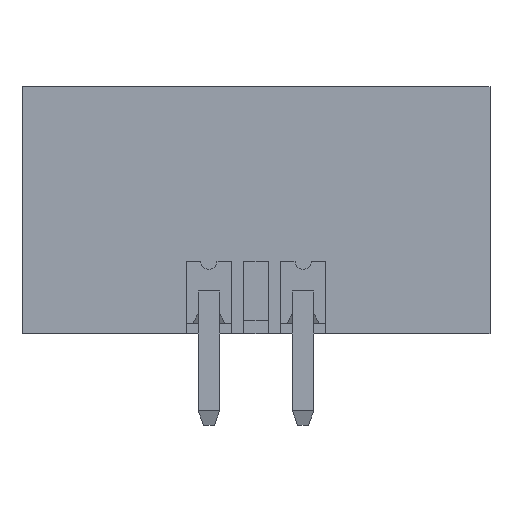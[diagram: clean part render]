
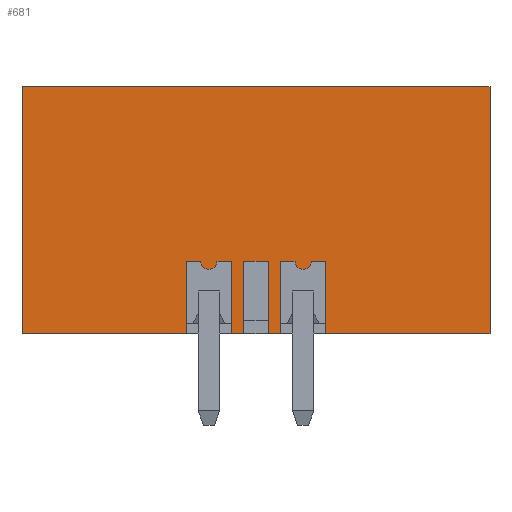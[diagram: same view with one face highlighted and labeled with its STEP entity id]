
A CAD part, front view. The second image highlights one B-rep face of the part: STEP entity #681.
In plain terms, the highlighted planar face has unit normal (0, -1, 0).
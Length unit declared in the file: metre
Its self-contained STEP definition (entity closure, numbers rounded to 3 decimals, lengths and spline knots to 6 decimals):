
#681=ADVANCED_FACE('',(#1529),#1530,.F.);
#1529=FACE_OUTER_BOUND('',#2497,.T.);
#1530=PLANE('',#2498);
#2497=EDGE_LOOP('',(#4490,#4491,#4492,#4493,#4494,#4495,#4496,#4497,#4498,#4499,#4500,#4501,#4502,#4503,#4504,#4505,#4506,#4507,#4508,#4509));
#2498=AXIS2_PLACEMENT_3D('',#4510,#4511,#4512);
#4490=ORIENTED_EDGE('',*,*,#6272,.T.);
#4491=ORIENTED_EDGE('',*,*,#6016,.F.);
#4492=ORIENTED_EDGE('',*,*,#6030,.T.);
#4493=ORIENTED_EDGE('',*,*,#6266,.F.);
#4494=ORIENTED_EDGE('',*,*,#6037,.T.);
#4495=ORIENTED_EDGE('',*,*,#6063,.F.);
#4496=ORIENTED_EDGE('',*,*,#5856,.F.);
#4497=ORIENTED_EDGE('',*,*,#6265,.T.);
#4498=ORIENTED_EDGE('',*,*,#5864,.F.);
#4499=ORIENTED_EDGE('',*,*,#5882,.T.);
#4500=ORIENTED_EDGE('',*,*,#5923,.F.);
#4501=ORIENTED_EDGE('',*,*,#6273,.F.);
#4502=ORIENTED_EDGE('',*,*,#6274,.T.);
#4503=ORIENTED_EDGE('',*,*,#6263,.F.);
#4504=ORIENTED_EDGE('',*,*,#5756,.F.);
#4505=ORIENTED_EDGE('',*,*,#5588,.T.);
#4506=ORIENTED_EDGE('',*,*,#6087,.T.);
#4507=ORIENTED_EDGE('',*,*,#6269,.F.);
#4508=ORIENTED_EDGE('',*,*,#6275,.F.);
#4509=ORIENTED_EDGE('',*,*,#6193,.F.);
#4510=CARTESIAN_POINT('',(-1.072227,0.00386,-0.008267));
#4511=DIRECTION('',(0.,1.0,0.));
#4512=DIRECTION('',(1.0,0.0,0.));
#5588=EDGE_CURVE('',#6667,#6668,#6669,.T.);
#5756=EDGE_CURVE('',#6667,#6977,#6978,.T.);
#5856=EDGE_CURVE('',#7138,#7140,#7141,.T.);
#5864=EDGE_CURVE('',#7153,#7144,#7155,.T.);
#5882=EDGE_CURVE('',#7153,#7183,#7185,.T.);
#5923=EDGE_CURVE('',#7238,#7183,#7240,.T.);
#6016=EDGE_CURVE('',#7371,#7367,#7373,.T.);
#6030=EDGE_CURVE('',#7371,#7390,#7393,.T.);
#6037=EDGE_CURVE('',#7405,#7403,#7406,.T.);
#6063=EDGE_CURVE('',#7140,#7403,#7439,.T.);
#6087=EDGE_CURVE('',#6668,#7473,#7474,.T.);
#6193=EDGE_CURVE('',#7615,#7618,#7619,.T.);
#6263=EDGE_CURVE('',#6977,#7705,#7706,.T.);
#6265=EDGE_CURVE('',#7138,#7144,#7708,.T.);
#6266=EDGE_CURVE('',#7405,#7390,#7709,.T.);
#6269=EDGE_CURVE('',#7712,#7473,#7714,.T.);
#6272=EDGE_CURVE('',#7615,#7367,#7718,.T.);
#6273=EDGE_CURVE('',#7719,#7238,#7720,.T.);
#6274=EDGE_CURVE('',#7719,#7705,#7721,.T.);
#6275=EDGE_CURVE('',#7618,#7712,#7722,.T.);
#6667=VERTEX_POINT('',#8212);
#6668=VERTEX_POINT('',#8213);
#6669=LINE('',#8214,#8215);
#6977=VERTEX_POINT('',#8636);
#6978=LINE('',#8637,#8638);
#7138=VERTEX_POINT('',#8869);
#7140=VERTEX_POINT('',#8872);
#7141=LINE('',#8873,#8874);
#7144=VERTEX_POINT('',#8878);
#7153=VERTEX_POINT('',#8891);
#7155=LINE('',#8894,#8895);
#7183=VERTEX_POINT('',#8935);
#7185=LINE('',#8938,#8939);
#7238=VERTEX_POINT('',#9021);
#7240=CIRCLE('',#9024,0.0003);
#7367=VERTEX_POINT('',#9208);
#7371=VERTEX_POINT('',#9214);
#7373=LINE('',#9217,#9218);
#7390=VERTEX_POINT('',#9243);
#7393=LINE('',#9247,#9248);
#7403=VERTEX_POINT('',#9262);
#7405=VERTEX_POINT('',#9265);
#7406=LINE('',#9266,#9267);
#7439=LINE('',#9317,#9318);
#7473=VERTEX_POINT('',#9365);
#7474=LINE('',#9366,#9367);
#7615=VERTEX_POINT('',#9564);
#7618=VERTEX_POINT('',#9568);
#7619=LINE('',#9569,#9570);
#7705=VERTEX_POINT('',#9694);
#7706=LINE('',#9695,#9696);
#7708=LINE('',#9699,#9700);
#7709=LINE('',#9701,#9702);
#7712=VERTEX_POINT('',#9706);
#7714=LINE('',#9709,#9710);
#7718=CIRCLE('',#9714,0.0003);
#7719=VERTEX_POINT('',#9715);
#7720=LINE('',#9716,#9717);
#7721=LINE('',#9718,#9719);
#7722=LINE('',#9720,#9721);
#8212=CARTESIAN_POINT('',(-1.074427,0.00386,0.000933));
#8213=CARTESIAN_POINT('',(-1.091827,0.00386,0.000933));
#8214=CARTESIAN_POINT('',(-1.072227,0.00386,0.000933));
#8215=VECTOR('',#10184,1.0);
#8636=CARTESIAN_POINT('',(-1.074427,0.00386,-0.008267));
#8637=CARTESIAN_POINT('',(-1.074427,0.00386,0.000933));
#8638=VECTOR('',#10427,1.0);
#8869=CARTESIAN_POINT('',(-1.082677,0.00386,-0.008267));
#8872=CARTESIAN_POINT('',(-1.082677,0.00386,-0.005567));
#8873=CARTESIAN_POINT('',(-1.082677,0.00386,-0.005567));
#8874=VECTOR('',#10515,1.0);
#8878=CARTESIAN_POINT('',(-1.082227,0.00386,-0.008267));
#8891=CARTESIAN_POINT('',(-1.082227,0.00386,-0.005567));
#8894=CARTESIAN_POINT('',(-1.082227,0.00386,-0.008267));
#8895=VECTOR('',#10522,1.0);
#8935=CARTESIAN_POINT('',(-1.081677,0.00386,-0.005567));
#8938=CARTESIAN_POINT('',(-1.090127,0.00386,-0.005567));
#8939=VECTOR('',#10536,1.0);
#9021=CARTESIAN_POINT('',(-1.081077,0.00386,-0.005567));
#9024=AXIS2_PLACEMENT_3D('',#10567,#10568,#10569);
#9208=CARTESIAN_POINT('',(-1.084577,0.00386,-0.005567));
#9214=CARTESIAN_POINT('',(-1.084027,0.00386,-0.005567));
#9217=CARTESIAN_POINT('',(-1.076127,0.00386,-0.005567));
#9218=VECTOR('',#10642,1.0);
#9243=CARTESIAN_POINT('',(-1.084027,0.00386,-0.008267));
#9247=CARTESIAN_POINT('',(-1.084027,0.00386,-0.008267));
#9248=VECTOR('',#10652,1.0);
#9262=CARTESIAN_POINT('',(-1.083577,0.00386,-0.005567));
#9265=CARTESIAN_POINT('',(-1.083577,0.00386,-0.008267));
#9266=CARTESIAN_POINT('',(-1.083577,0.00386,-0.005567));
#9267=VECTOR('',#10658,1.0);
#9317=CARTESIAN_POINT('',(-1.076127,0.00386,-0.005567));
#9318=VECTOR('',#10676,1.0);
#9365=CARTESIAN_POINT('',(-1.091827,0.00386,-0.008267));
#9366=CARTESIAN_POINT('',(-1.091827,0.00386,0.000933));
#9367=VECTOR('',#10696,1.0);
#9564=CARTESIAN_POINT('',(-1.085177,0.00386,-0.005567));
#9568=CARTESIAN_POINT('',(-1.085727,0.00386,-0.005567));
#9569=CARTESIAN_POINT('',(-1.076127,0.00386,-0.005567));
#9570=VECTOR('',#10793,1.0);
#9694=CARTESIAN_POINT('',(-1.080527,0.00386,-0.008267));
#9695=CARTESIAN_POINT('',(-1.068727,0.00386,-0.008267));
#9696=VECTOR('',#10841,1.0);
#9699=CARTESIAN_POINT('',(-1.094027,0.00386,-0.008267));
#9700=VECTOR('',#10843,1.0);
#9701=CARTESIAN_POINT('',(-1.072227,0.00386,-0.008267));
#9702=VECTOR('',#10844,1.0);
#9706=CARTESIAN_POINT('',(-1.085727,0.00386,-0.008267));
#9709=CARTESIAN_POINT('',(-1.072227,0.00386,-0.008267));
#9710=VECTOR('',#10847,1.0);
#9714=AXIS2_PLACEMENT_3D('',#10851,#10852,#10853);
#9715=CARTESIAN_POINT('',(-1.080527,0.00386,-0.005567));
#9716=CARTESIAN_POINT('',(-1.072627,0.00386,-0.005567));
#9717=VECTOR('',#10854,1.0);
#9718=CARTESIAN_POINT('',(-1.080527,0.00386,-0.008267));
#9719=VECTOR('',#10855,1.0);
#9720=CARTESIAN_POINT('',(-1.085727,0.00386,-0.008267));
#9721=VECTOR('',#10856,1.0);
#10184=DIRECTION('',(-1.0,0.,0.));
#10427=DIRECTION('',(0.,0.,-1.0));
#10515=DIRECTION('',(0.,0.,1.0));
#10522=DIRECTION('',(0.,0.,-1.0));
#10536=DIRECTION('',(1.0,0.,0.));
#10567=CARTESIAN_POINT('',(-1.081377,0.00386,-0.005567));
#10568=DIRECTION('',(0.,1.0,0.));
#10569=DIRECTION('',(-1.0,0.,0.));
#10642=DIRECTION('',(-1.0,0.,0.));
#10652=DIRECTION('',(0.,0.,-1.0));
#10658=DIRECTION('',(0.,0.,1.0));
#10676=DIRECTION('',(-1.0,0.,0.));
#10696=DIRECTION('',(0.,0.,-1.0));
#10793=DIRECTION('',(-1.0,0.,0.));
#10841=DIRECTION('',(-1.0,0.,0.));
#10843=DIRECTION('',(1.0,0.,0.));
#10844=DIRECTION('',(-1.0,0.,0.));
#10847=DIRECTION('',(-1.0,0.,0.));
#10851=CARTESIAN_POINT('',(-1.084877,0.00386,-0.005567));
#10852=DIRECTION('',(0.,-1.0,0.));
#10853=DIRECTION('',(1.0,0.,0.));
#10854=DIRECTION('',(-1.0,0.,0.));
#10855=DIRECTION('',(0.,0.,-1.0));
#10856=DIRECTION('',(0.,0.,-1.0));
